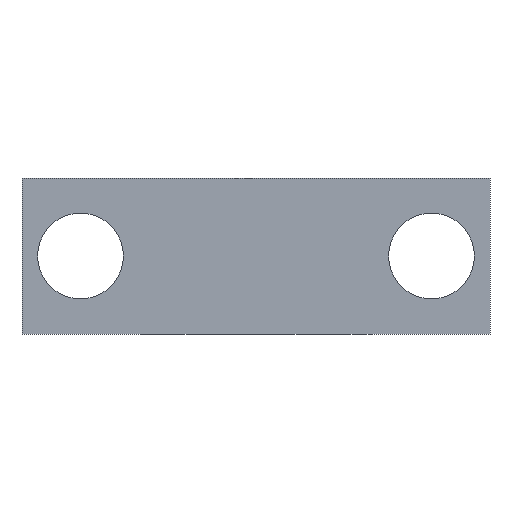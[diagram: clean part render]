
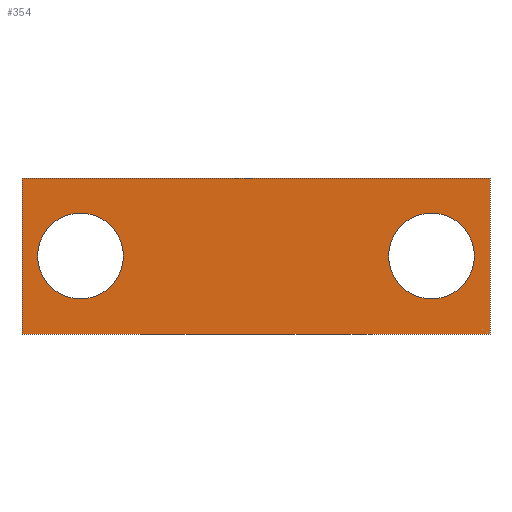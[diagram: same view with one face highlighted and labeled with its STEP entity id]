
A CAD part, front view. The second image highlights one B-rep face of the part: STEP entity #354.
In plain terms, the highlighted planar face has unit normal (0, -1, 0).
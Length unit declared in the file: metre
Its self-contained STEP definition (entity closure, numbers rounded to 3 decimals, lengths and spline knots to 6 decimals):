
#28=CIRCLE('',#407,0.00275);
#30=CIRCLE('',#410,0.00275);
#102=ORIENTED_EDGE('',*,*,#162,.T.);
#103=ORIENTED_EDGE('',*,*,#160,.T.);
#104=ORIENTED_EDGE('',*,*,#144,.F.);
#105=ORIENTED_EDGE('',*,*,#159,.F.);
#106=ORIENTED_EDGE('',*,*,#153,.T.);
#107=ORIENTED_EDGE('',*,*,#157,.T.);
#144=EDGE_CURVE('',#182,#183,#214,.T.);
#153=EDGE_CURVE('',#187,#191,#221,.T.);
#157=EDGE_CURVE('',#191,#183,#225,.T.);
#159=EDGE_CURVE('',#187,#182,#227,.T.);
#160=EDGE_CURVE('',#192,#192,#28,.F.);
#162=EDGE_CURVE('',#194,#194,#30,.F.);
#182=VERTEX_POINT('',#570);
#183=VERTEX_POINT('',#572);
#187=VERTEX_POINT('',#581);
#191=VERTEX_POINT('',#589);
#192=VERTEX_POINT('',#602);
#194=VERTEX_POINT('',#607);
#214=LINE('',#571,#246);
#221=LINE('',#590,#253);
#225=LINE('',#596,#257);
#227=LINE('',#599,#259);
#246=VECTOR('',#471,1.);
#253=VECTOR('',#484,1.);
#257=VECTOR('',#492,1.);
#259=VECTOR('',#496,1.);
#283=EDGE_LOOP('',(#102));
#284=EDGE_LOOP('',(#103));
#285=EDGE_LOOP('',(#104,#105,#106,#107));
#315=FACE_BOUND('',#283,.T.);
#316=FACE_BOUND('',#284,.T.);
#317=FACE_BOUND('',#285,.T.);
#335=PLANE('',#409);
#354=ADVANCED_FACE('',(#315,#316,#317),#335,.T.);
#407=AXIS2_PLACEMENT_3D('',#601,#499,#500);
#409=AXIS2_PLACEMENT_3D('',#605,#503,#504);
#410=AXIS2_PLACEMENT_3D('',#606,#505,#506);
#471=DIRECTION('',(-1.,0.,0.));
#484=DIRECTION('',(-1.,0.,0.));
#492=DIRECTION('',(0.,0.,-1.));
#496=DIRECTION('',(0.,0.,-1.));
#499=DIRECTION('',(0.,-1.,0.));
#500=DIRECTION('',(0.,0.,-1.));
#503=DIRECTION('',(0.,-1.,0.));
#504=DIRECTION('',(0.,0.,-1.));
#505=DIRECTION('',(0.,-1.,0.));
#506=DIRECTION('',(0.,0.,-1.));
#570=CARTESIAN_POINT('',(0.015,-0.01,0.));
#571=CARTESIAN_POINT('',(0.,-0.01,0.));
#572=CARTESIAN_POINT('',(-0.015,-0.01,0.));
#581=CARTESIAN_POINT('',(0.015,-0.01,0.01));
#589=CARTESIAN_POINT('',(-0.015,-0.01,0.01));
#590=CARTESIAN_POINT('',(0.,-0.01,0.01));
#596=CARTESIAN_POINT('',(-0.015,-0.01,0.01));
#599=CARTESIAN_POINT('',(0.015,-0.01,0.01));
#601=CARTESIAN_POINT('',(-0.01125,-0.01,0.005));
#602=CARTESIAN_POINT('',(-0.01125,-0.01,0.00225));
#605=CARTESIAN_POINT('',(0.,-0.01,0.01));
#606=CARTESIAN_POINT('',(0.01125,-0.01,0.005));
#607=CARTESIAN_POINT('',(0.01125,-0.01,0.00225));
